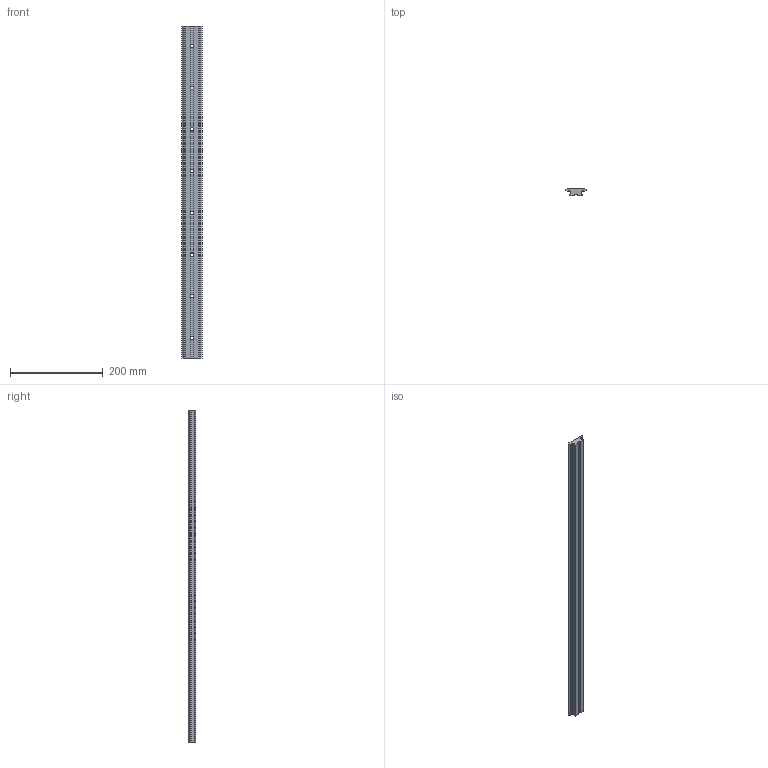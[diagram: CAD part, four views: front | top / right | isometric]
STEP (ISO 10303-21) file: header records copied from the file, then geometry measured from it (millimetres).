
FILE_DESCRIPTION (( 'STEP AP203' ), '1' );
FILE_NAME ('LVR-44-716.step', '2024-05-13T17:20:24', ( '' ), ( '' ), 'SwSTEP 2.0', 'SolidWorks 2023', '' );
FILE_SCHEMA (( 'CONFIG_CONTROL_DESIGN' ));
Length unit declared in the file: millimetre
Products named in the file (1): LVR-44-716
Bounding box: 44.45 x 15.91 x 716 mm (x, y, z)
Volume: 316253 mm3; surface area: 90066.8 mm2
Topology: 1 solids, 1 shells, 68 faces, 174 edges, 116 vertices
Faces by surface type: cylinder 42, plane 26
Entity records: 2211 total; most frequent: DIRECTION 396, CARTESIAN_POINT 359, ORIENTED_EDGE 348, EDGE_CURVE 174, AXIS2_PLACEMENT_3D 153, VERTEX_POINT 116, EDGE_LOOP 92, LINE 90
